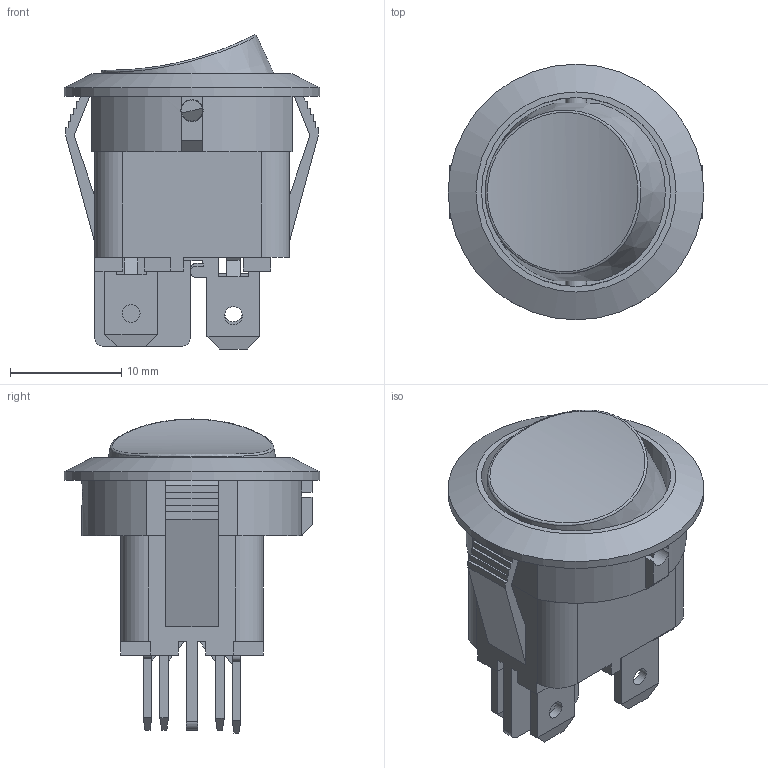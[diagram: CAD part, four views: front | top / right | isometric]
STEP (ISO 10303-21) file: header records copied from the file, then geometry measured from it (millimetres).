
FILE_DESCRIPTION((' '),'2;1');
FILE_NAME('RR812xx000-1xx.stp','2017-07-26T15:57:21',(' '),(' '),' ','ACIS',' ');
FILE_SCHEMA(('CONFIG_CONTROL_DESIGN'));
Length unit declared in the file: inch
Products named in the file (3): RR812xx000-1xx.stp; Body1; Body2
Assembly tree (2 placements, depth 2):
  RR812xx000-1xx.stp
    Body1
    Body2
Bounding box: 23 x 23 x 28.25 mm (x, y, z)
Volume: 3274.3 mm3; surface area: 4065.8 mm2
Topology: 2 solids, 2 shells, 1010 faces, 2424 edges, 1487 vertices
Faces by surface type: plane 672, bspline 299, cylinder 36, cone 2, sphere 1
Full cylindrical faces by diameter (mm): 1.6 x4, 1.9 x2, 2 x2, 2.1 x1, 2.3 x1, 3 x1, 4.6 x1, 17 x1, 23 x1
Entity records: 31150 total; most frequent: CARTESIAN_POINT 9551, ORIENTED_EDGE 4810, DIRECTION 3327, EDGE_CURVE 2405, VECTOR 1723, LINE 1723, VERTEX_POINT 1483, EDGE_LOOP 1122
